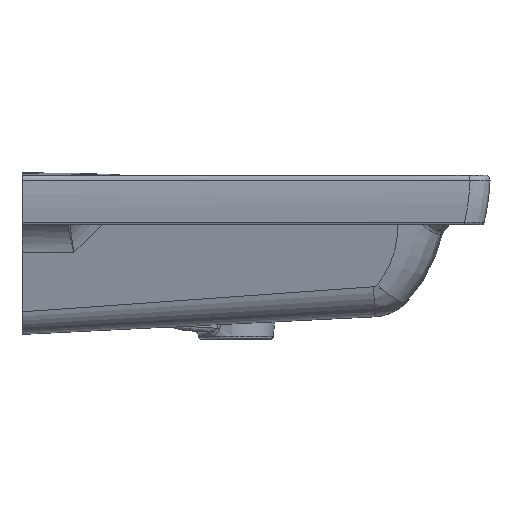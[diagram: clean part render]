
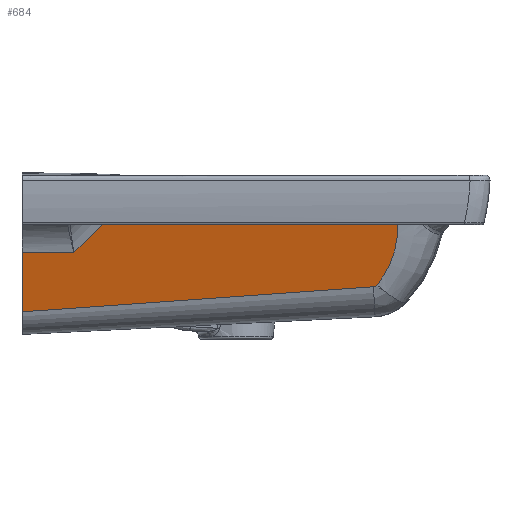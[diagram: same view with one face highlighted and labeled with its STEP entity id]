
A CAD part, left-side view. The second image highlights one B-rep face of the part: STEP entity #684.
In plain terms, the highlighted planar face has unit normal (-0.97, -0.028, -0.242).
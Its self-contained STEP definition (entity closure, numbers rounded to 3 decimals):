
#448=LINE('',#5486,#536);
#536=VECTOR('',#4658,1.);
#684=ADVANCED_FACE('',(#967),#885,.T.);
#885=PLANE('',#4523);
#967=FACE_OUTER_BOUND('',#1216,.T.);
#1216=EDGE_LOOP('',(#1837,#1838,#1839,#1840,#1841,#1842,#1843));
#1837=ORIENTED_EDGE('',*,*,#3374,.T.);
#1838=ORIENTED_EDGE('',*,*,#3535,.T.);
#1839=ORIENTED_EDGE('',*,*,#3581,.F.);
#1840=ORIENTED_EDGE('',*,*,#3324,.T.);
#1841=ORIENTED_EDGE('',*,*,#3537,.T.);
#1842=ORIENTED_EDGE('',*,*,#3582,.F.);
#1843=ORIENTED_EDGE('',*,*,#3583,.F.);
#2858=VERTEX_POINT('',#5485);
#2859=VERTEX_POINT('',#5487);
#2904=VERTEX_POINT('',#5768);
#2905=VERTEX_POINT('',#5773);
#3031=VERTEX_POINT('',#8422);
#3032=VERTEX_POINT('',#8429);
#3056=VERTEX_POINT('',#9982);
#3324=EDGE_CURVE('',#2859,#2858,#448,.T.);
#3374=EDGE_CURVE('',#2905,#2904,#4052,.T.);
#3535=EDGE_CURVE('',#2904,#3031,#4156,.T.);
#3537=EDGE_CURVE('',#2858,#3032,#4157,.T.);
#3581=EDGE_CURVE('',#2859,#3031,#4181,.T.);
#3582=EDGE_CURVE('',#3056,#3032,#4182,.T.);
#3583=EDGE_CURVE('',#2905,#3056,#4183,.T.);
#4052=B_SPLINE_CURVE_WITH_KNOTS('',3,(#5769,#5770,#5771,#5772),
 .UNSPECIFIED.,.F.,.F.,(4,4),(0.,1.),.UNSPECIFIED.);
#4156=B_SPLINE_CURVE_WITH_KNOTS('',3,(#8423,#8424,#8425,#8426),
 .UNSPECIFIED.,.F.,.F.,(4,4),(0.,1.),.UNSPECIFIED.);
#4157=B_SPLINE_CURVE_WITH_KNOTS('',3,(#8431,#8432,#8433,#8434,#8435,#8436,
#8437,#8438,#8439,#8440,#8441,#8442,#8443,#8444,#8445,#8446,#8447,#8448,
#8449,#8450,#8451,#8452,#8453,#8454,#8455,#8456,#8457,#8458,#8459,#8460,
#8461,#8462,#8463,#8464,#8465,#8466,#8467,#8468,#8469,#8470,#8471,#8472,
#8473,#8474,#8475,#8476,#8477,#8478,#8479,#8480,#8481,#8482,#8483,#8484,
#8485,#8486,#8487),.UNSPECIFIED.,.F.,.F.,(4,1,1,1,1,1,1,2,2,1,1,1,1,1,1,
2,2,1,1,1,1,1,1,2,2,1,2,2,1,1,1,1,1,2,2,1,1,1,1,1,2,2,4),(0.,0.25,
0.375,0.437,0.469,0.484,
0.492,0.496,0.5,0.562,
0.594,0.609,0.617,0.621,
0.623,0.624,0.625,0.687,
0.719,0.734,0.742,0.746,
0.748,0.749,0.75,0.781,
0.797,0.812,0.844,0.859,
0.867,0.871,0.873,0.874,
0.875,0.906,0.922,0.93,
0.934,0.936,0.937,0.937,
1.),.UNSPECIFIED.);
#4181=B_SPLINE_CURVE_WITH_KNOTS('',3,(#9968,#9969,#9970,#9971),
 .UNSPECIFIED.,.F.,.F.,(4,4),(0.,1.),.UNSPECIFIED.);
#4182=B_SPLINE_CURVE_WITH_KNOTS('',3,(#9972,#9973,#9974,#9975,#9976,#9977,
#9978,#9979,#9980,#9981),.UNSPECIFIED.,.F.,.F.,(4,2,2,2,4),(0.,0.25,
0.5,0.75,1.),.UNSPECIFIED.);
#4183=B_SPLINE_CURVE_WITH_KNOTS('',3,(#9983,#9984,#9985,#9986,#9987,#9988,
#9989,#9990,#9991,#9992),.UNSPECIFIED.,.F.,.F.,(4,2,2,2,4),(0.,0.125,0.25,
0.5,1.),.UNSPECIFIED.);
#4523=AXIS2_PLACEMENT_3D('',#9993,#4808,#4809);
#4658=DIRECTION('',(0.242,0.,-0.97));
#4808=DIRECTION('',(-0.97,-0.028,-0.242));
#4809=DIRECTION('',(0.242,0.,-0.97));
#5485=CARTESIAN_POINT('',(-260.986,0.,-137.249));
#5486=CARTESIAN_POINT('',(-290.222,0.,-20.037));
#5487=CARTESIAN_POINT('',(-275.788,0.,-77.904));
#5768=CARTESIAN_POINT('',(-282.688,-90.067,-40.));
#5769=CARTESIAN_POINT('',(-274.532,-377.637,-40.));
#5770=CARTESIAN_POINT('',(-277.251,-281.781,-40.));
#5771=CARTESIAN_POINT('',(-279.969,-185.924,-40.));
#5772=CARTESIAN_POINT('',(-282.688,-90.067,-40.));
#5773=CARTESIAN_POINT('',(-274.532,-377.638,-40.));
#8422=CARTESIAN_POINT('',(-274.309,-52.164,-77.904));
#8423=CARTESIAN_POINT('',(-282.688,-90.067,-40.));
#8424=CARTESIAN_POINT('',(-279.895,-77.433,-52.635));
#8425=CARTESIAN_POINT('',(-277.102,-64.798,-65.269));
#8426=CARTESIAN_POINT('',(-274.309,-52.164,-77.904));
#8429=CARTESIAN_POINT('',(-257.244,-353.356,-112.071));
#8431=CARTESIAN_POINT('',(-260.988,0.,-137.24));
#8432=CARTESIAN_POINT('',(-260.629,-33.165,-134.906));
#8433=CARTESIAN_POINT('',(-260.112,-81.045,-131.537));
#8434=CARTESIAN_POINT('',(-259.543,-133.635,-127.836));
#8435=CARTESIAN_POINT('',(-259.268,-159.113,-126.044));
#8436=CARTESIAN_POINT('',(-259.133,-171.648,-125.162));
#8437=CARTESIAN_POINT('',(-259.065,-177.864,-124.724));
#8438=CARTESIAN_POINT('',(-259.032,-180.959,-124.506));
#8439=CARTESIAN_POINT('',(-259.018,-182.283,-124.413));
#8440=CARTESIAN_POINT('',(-259.008,-183.165,-124.351));
#8441=CARTESIAN_POINT('',(-259.004,-183.564,-124.323));
#8442=CARTESIAN_POINT('',(-258.915,-191.756,-123.747));
#8443=CARTESIAN_POINT('',(-258.791,-203.29,-122.935));
#8444=CARTESIAN_POINT('',(-258.646,-216.692,-121.992));
#8445=CARTESIAN_POINT('',(-258.573,-223.379,-121.521));
#8446=CARTESIAN_POINT('',(-258.537,-226.72,-121.286));
#8447=CARTESIAN_POINT('',(-258.519,-228.389,-121.169));
#8448=CARTESIAN_POINT('',(-258.51,-229.223,-121.11));
#8449=CARTESIAN_POINT('',(-258.506,-229.581,-121.085));
#8450=CARTESIAN_POINT('',(-258.504,-229.819,-121.068));
#8451=CARTESIAN_POINT('',(-258.503,-229.904,-121.062));
#8452=CARTESIAN_POINT('',(-258.395,-239.896,-120.359));
#8453=CARTESIAN_POINT('',(-258.257,-252.805,-119.446));
#8454=CARTESIAN_POINT('',(-258.132,-264.63,-118.601));
#8455=CARTESIAN_POINT('',(-258.079,-269.734,-118.233));
#8456=CARTESIAN_POINT('',(-258.055,-272.084,-118.063));
#8457=CARTESIAN_POINT('',(-258.043,-273.208,-117.981));
#8458=CARTESIAN_POINT('',(-258.038,-273.758,-117.941));
#8459=CARTESIAN_POINT('',(-258.035,-273.991,-117.924));
#8460=CARTESIAN_POINT('',(-258.034,-274.145,-117.913));
#8461=CARTESIAN_POINT('',(-258.033,-274.193,-117.909));
#8462=CARTESIAN_POINT('',(-257.998,-277.684,-117.655));
#8463=CARTESIAN_POINT('',(-257.948,-282.676,-117.289));
#8464=CARTESIAN_POINT('',(-257.9,-287.539,-116.928));
#8465=CARTESIAN_POINT('',(-257.868,-290.753,-116.689));
#8466=CARTESIAN_POINT('',(-257.852,-292.375,-116.567));
#8467=CARTESIAN_POINT('',(-257.808,-297.021,-116.219));
#8468=CARTESIAN_POINT('',(-257.763,-301.666,-115.869));
#8469=CARTESIAN_POINT('',(-257.711,-307.085,-115.461));
#8470=CARTESIAN_POINT('',(-257.685,-309.795,-115.257));
#8471=CARTESIAN_POINT('',(-257.672,-311.15,-115.155));
#8472=CARTESIAN_POINT('',(-257.666,-311.827,-115.104));
#8473=CARTESIAN_POINT('',(-257.663,-312.117,-115.082));
#8474=CARTESIAN_POINT('',(-257.661,-312.311,-115.067));
#8475=CARTESIAN_POINT('',(-257.66,-312.438,-115.057));
#8476=CARTESIAN_POINT('',(-257.639,-314.612,-114.893));
#8477=CARTESIAN_POINT('',(-257.6,-318.654,-114.592));
#8478=CARTESIAN_POINT('',(-257.537,-324.912,-114.132));
#8479=CARTESIAN_POINT('',(-257.502,-328.427,-113.874));
#8480=CARTESIAN_POINT('',(-257.483,-330.281,-113.739));
#8481=CARTESIAN_POINT('',(-257.473,-331.232,-113.669));
#8482=CARTESIAN_POINT('',(-257.469,-331.644,-113.639));
#8483=CARTESIAN_POINT('',(-257.466,-331.921,-113.619));
#8484=CARTESIAN_POINT('',(-257.465,-332.088,-113.606));
#8485=CARTESIAN_POINT('',(-257.392,-339.248,-113.083));
#8486=CARTESIAN_POINT('',(-257.319,-346.3,-112.574));
#8487=CARTESIAN_POINT('',(-257.244,-353.356,-112.071));
#9968=CARTESIAN_POINT('',(-275.788,0.,-77.904));
#9969=CARTESIAN_POINT('',(-275.295,-17.388,-77.904));
#9970=CARTESIAN_POINT('',(-274.802,-34.776,-77.904));
#9971=CARTESIAN_POINT('',(-274.309,-52.164,-77.904));
#9972=CARTESIAN_POINT('',(-257.574,-356.692,-110.369));
#9973=CARTESIAN_POINT('',(-257.519,-356.487,-110.615));
#9974=CARTESIAN_POINT('',(-257.471,-356.262,-110.834));
#9975=CARTESIAN_POINT('',(-257.387,-355.778,-111.223));
#9976=CARTESIAN_POINT('',(-257.352,-355.518,-111.392));
#9977=CARTESIAN_POINT('',(-257.296,-354.964,-111.681));
#9978=CARTESIAN_POINT('',(-257.275,-354.67,-111.801));
#9979=CARTESIAN_POINT('',(-257.247,-354.043,-111.982));
#9980=CARTESIAN_POINT('',(-257.241,-353.711,-112.045));
#9981=CARTESIAN_POINT('',(-257.244,-353.356,-112.071));
#9982=CARTESIAN_POINT('',(-257.575,-356.693,-110.368));
#9983=CARTESIAN_POINT('',(-274.532,-377.638,-40.));
#9984=CARTESIAN_POINT('',(-273.756,-377.803,-43.093));
#9985=CARTESIAN_POINT('',(-272.98,-377.967,-46.185));
#9986=CARTESIAN_POINT('',(-271.47,-377.97,-52.239));
#9987=CARTESIAN_POINT('',(-270.73,-377.854,-55.221));
#9988=CARTESIAN_POINT('',(-268.543,-377.15,-64.07));
#9989=CARTESIAN_POINT('',(-267.103,-376.188,-69.952));
#9990=CARTESIAN_POINT('',(-262.777,-371.337,-87.846));
#9991=CARTESIAN_POINT('',(-259.943,-365.454,-99.876));
#9992=CARTESIAN_POINT('',(-257.575,-356.694,-110.367));
#9993=CARTESIAN_POINT('',(-297.956,0.,10.973));
